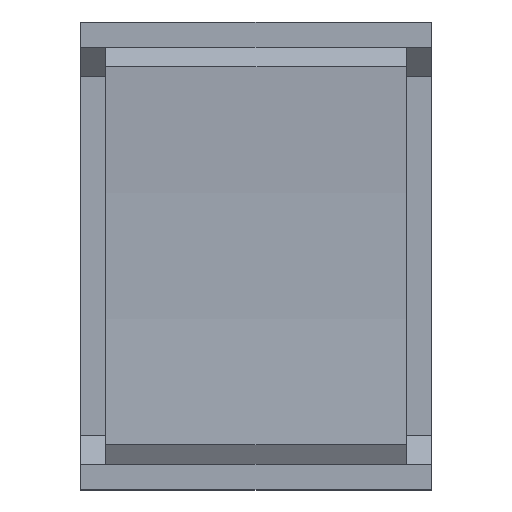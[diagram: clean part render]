
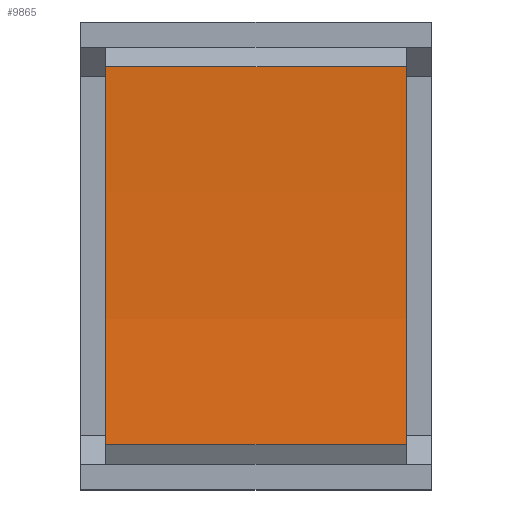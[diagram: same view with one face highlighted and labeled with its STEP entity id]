
A CAD part, top view. The second image highlights one B-rep face of the part: STEP entity #9865.
In plain terms, the highlighted cylindrical face has radius 156.967 mm (diameter 313.933 mm), a partial arc.
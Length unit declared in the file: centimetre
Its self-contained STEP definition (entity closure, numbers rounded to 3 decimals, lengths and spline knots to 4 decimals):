
#1670=LINE('',#16500,#2753);
#1673=LINE('',#16508,#2756);
#2753=VECTOR('',#12926,1.);
#2756=VECTOR('',#12935,1.);
#2847=CYLINDRICAL_SURFACE('',#10557,15.6967);
#3338=FACE_OUTER_BOUND('',#3886,.T.);
#3886=EDGE_LOOP('',(#9232,#9233,#9234,#9235));
#4133=CIRCLE('',#10555,15.6967);
#4134=CIRCLE('',#10558,15.6967);
#5048=VERTEX_POINT('',#16496);
#5049=VERTEX_POINT('',#16498);
#5050=VERTEX_POINT('',#16502);
#5051=VERTEX_POINT('',#16506);
#6451=EDGE_CURVE('',#5049,#5048,#1670,.T.);
#6453=EDGE_CURVE('',#5050,#5049,#4133,.T.);
#6455=EDGE_CURVE('',#5051,#5050,#1673,.T.);
#6456=EDGE_CURVE('',#5048,#5051,#4134,.T.);
#9232=ORIENTED_EDGE('',*,*,#6456,.F.);
#9233=ORIENTED_EDGE('',*,*,#6451,.F.);
#9234=ORIENTED_EDGE('',*,*,#6453,.F.);
#9235=ORIENTED_EDGE('',*,*,#6455,.F.);
#9865=ADVANCED_FACE('',(#3338),#2847,.F.);
#10555=AXIS2_PLACEMENT_3D('',#16504,#12930,#12931);
#10557=AXIS2_PLACEMENT_3D('',#16509,#12936,#12937);
#10558=AXIS2_PLACEMENT_3D('',#16510,#12938,#12939);
#12926=DIRECTION('',(1.,0.,0.));
#12930=DIRECTION('center_axis',(1.,0.,0.));
#12931=DIRECTION('ref_axis',(0.,0.062,-0.998));
#12935=DIRECTION('',(-1.,0.,0.));
#12936=DIRECTION('center_axis',(1.,0.,0.));
#12937=DIRECTION('ref_axis',(0.,0.062,-0.998));
#12938=DIRECTION('center_axis',(-1.,0.,0.));
#12939=DIRECTION('ref_axis',(0.,0.062,-0.998));
#16496=CARTESIAN_POINT('',(0.77,0.97,3.347));
#16498=CARTESIAN_POINT('',(-0.77,0.97,3.347));
#16500=CARTESIAN_POINT('',(-0.385,0.97,3.347));
#16502=CARTESIAN_POINT('',(-0.77,-0.97,3.347));
#16504=CARTESIAN_POINT('Origin',(-0.77,0.,19.0137));
#16506=CARTESIAN_POINT('',(0.77,-0.97,3.347));
#16508=CARTESIAN_POINT('',(0.385,-0.97,3.347));
#16509=CARTESIAN_POINT('Origin',(-0.77,0.,19.0137));
#16510=CARTESIAN_POINT('Origin',(0.77,0.,19.0137));
